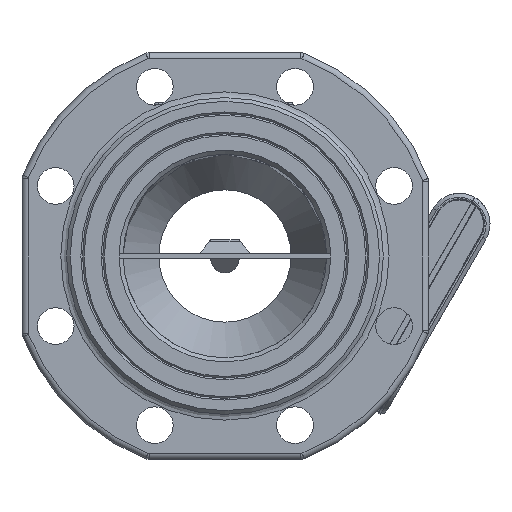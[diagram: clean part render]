
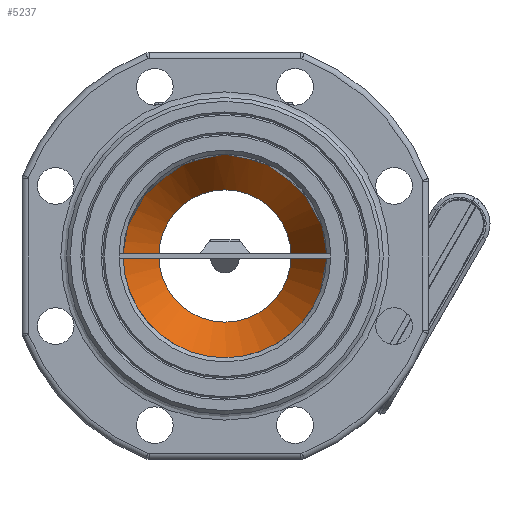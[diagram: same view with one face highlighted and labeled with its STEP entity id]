
A CAD part, left-side view. The second image highlights one B-rep face of the part: STEP entity #5237.
In plain terms, the highlighted free-form (B-spline) face has degree [1, 2] with [2, 9] control points.
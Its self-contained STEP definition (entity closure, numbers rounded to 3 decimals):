
#3902=CARTESIAN_POINT('',(-103.,-50.0,0.0));
#3903=VERTEX_POINT('',#3902);
#3904=CARTESIAN_POINT('',(-103.,0.0,0.0));
#3905=DIRECTION('',(-1.0,0.0,0.0));
#3906=DIRECTION('',(0.0,-1.0,0.0));
#3907=AXIS2_PLACEMENT_3D('',#3904,#3905,#3906);
#3908=CIRCLE('',#3907,50.0);
#3909=EDGE_CURVE('',#3903,#3903,#3908,.T.);
#4799=CARTESIAN_POINT('',(-72.689,-32.5,0.));
#4800=VERTEX_POINT('',#4799);
#4801=CARTESIAN_POINT('',(-72.689,0.0,0.0));
#4802=DIRECTION('',(1.0,0.0,0.0));
#4803=DIRECTION('',(0.0,1.0,0.0));
#4804=AXIS2_PLACEMENT_3D('',#4801,#4802,#4803);
#4805=CIRCLE('',#4804,32.5);
#4806=EDGE_CURVE('',#4800,#4800,#4805,.T.);
#5205=CARTESIAN_POINT('',(-103.,50.,0.));
#5206=CARTESIAN_POINT('',(-72.689,32.5,0.));
#5207=CARTESIAN_POINT('',(-103.,50.,-50.));
#5208=CARTESIAN_POINT('',(-72.689,32.5,-32.5));
#5209=CARTESIAN_POINT('',(-103.,0.,-50.));
#5210=CARTESIAN_POINT('',(-72.689,0.,-32.5));
#5211=CARTESIAN_POINT('',(-103.,-50.,-50.));
#5212=CARTESIAN_POINT('',(-72.689,-32.5,-32.5));
#5213=CARTESIAN_POINT('',(-103.,-50.,0.));
#5214=CARTESIAN_POINT('',(-72.689,-32.5,0.));
#5215=CARTESIAN_POINT('',(-103.,-50.,50.));
#5216=CARTESIAN_POINT('',(-72.689,-32.5,32.5));
#5217=CARTESIAN_POINT('',(-103.,0.,50.));
#5218=CARTESIAN_POINT('',(-72.689,0.,32.5));
#5219=CARTESIAN_POINT('',(-103.,50.,50.));
#5220=CARTESIAN_POINT('',(-72.689,32.5,32.5));
#5221=CARTESIAN_POINT('',(-103.,50.,0.));
#5222=CARTESIAN_POINT('',(-72.689,32.5,0.));
#5230=(BOUNDED_SURFACE()B_SPLINE_SURFACE(1,2,((#5205,#5207,#5209,#5211,#5213,#5215,#5217,#5219,#5221),(#5206,#5208,#5210,#5212,#5214,#5216,#5218,#5220,#5222)),.UNSPECIFIED.,.F.,.T.,.U.)B_SPLINE_SURFACE_WITH_KNOTS((2,2),(3,2,2,2,3),(-2.,-0.6),(0.0,39.27,78.54,117.81,157.08),.UNSPECIFIED.)GEOMETRIC_REPRESENTATION_ITEM()RATIONAL_B_SPLINE_SURFACE(((1.0,0.707,1.0,0.707,1.0,0.707,1.0,0.707,1.0),(1.0,0.707,1.0,0.707,1.0,0.707,1.0,0.707,1.0)))REPRESENTATION_ITEM('')SURFACE());
#5231=ORIENTED_EDGE('',*,*,#4806,.T.);
#5232=EDGE_LOOP('',(#5231));
#5233=FACE_OUTER_BOUND('',#5232,.T.);
#5234=ORIENTED_EDGE('',*,*,#3909,.T.);
#5235=EDGE_LOOP('',(#5234));
#5236=FACE_BOUND('',#5235,.T.);
#5237=ADVANCED_FACE('',(#5233,#5236),#5230,.F.);
